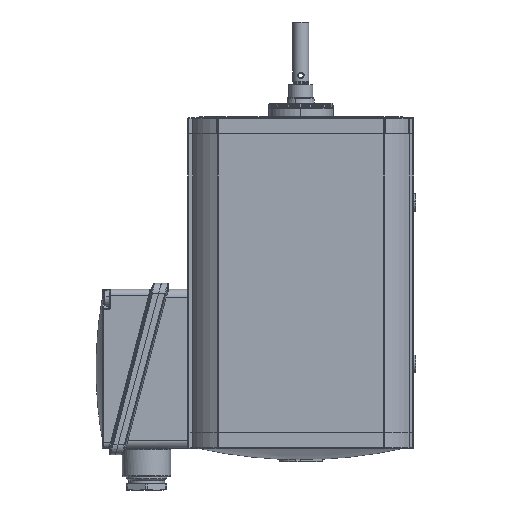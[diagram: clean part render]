
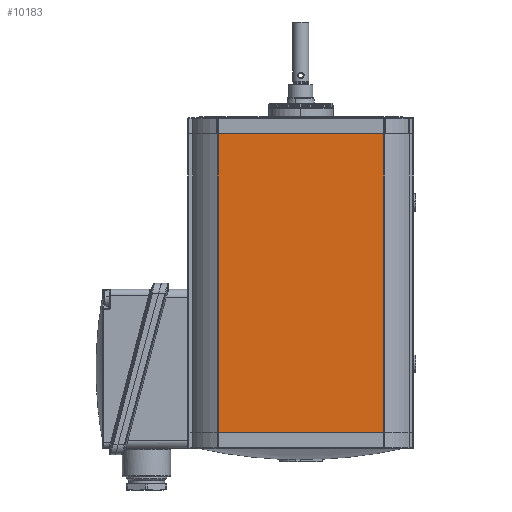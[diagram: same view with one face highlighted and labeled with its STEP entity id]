
A CAD part, left-side view. The second image highlights one B-rep face of the part: STEP entity #10183.
In plain terms, the highlighted planar face has unit normal (-1, 0, 0).
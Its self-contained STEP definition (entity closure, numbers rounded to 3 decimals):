
#3217 = DIRECTION ( 'NONE',  ( 0., 0., -1. ) ) ;
#3793 = VECTOR ( 'NONE', #19653, 1000. ) ;
#4083 = LINE ( 'NONE', #7520, #9795 ) ;
#4364 = PLANE ( 'NONE',  #25780 ) ;
#6518 = DIRECTION ( 'NONE',  ( 0., 0., -1. ) ) ;
#7520 = CARTESIAN_POINT ( 'NONE',  ( -56., 41., 150. ) ) ;
#7624 = VECTOR ( 'NONE', #18410, 1000. ) ;
#9795 = VECTOR ( 'NONE', #3217, 1000. ) ;
#10183 = ADVANCED_FACE ( 'NONE', ( #26630 ), #4364, .F. ) ;
#10372 = EDGE_LOOP ( 'NONE', ( #16423, #18934, #21908, #13341 ) ) ;
#12505 = DIRECTION ( 'NONE',  ( 0., 1., 0. ) ) ;
#13341 = ORIENTED_EDGE ( 'NONE', *, *, #18150, .T. ) ;
#14410 = VECTOR ( 'NONE', #12505, 1000. ) ;
#14479 = VERTEX_POINT ( 'NONE', #15510 ) ;
#14588 = LINE ( 'NONE', #21717, #3793 ) ;
#15510 = CARTESIAN_POINT ( 'NONE',  ( -56., 41., 1. ) ) ;
#16423 = ORIENTED_EDGE ( 'NONE', *, *, #25651, .T. ) ;
#16603 = VERTEX_POINT ( 'NONE', #23683 ) ;
#17252 = CARTESIAN_POINT ( 'NONE',  ( -56., 41.5, 150. ) ) ;
#18082 = VERTEX_POINT ( 'NONE', #22844 ) ;
#18150 = EDGE_CURVE ( 'NONE', #16603, #22030, #20127, .T. ) ;
#18410 = DIRECTION ( 'NONE',  ( 0., 0., 1. ) ) ;
#18475 = EDGE_CURVE ( 'NONE', #18082, #16603, #25501, .T. ) ;
#18934 = ORIENTED_EDGE ( 'NONE', *, *, #24973, .T. ) ;
#19436 = DIRECTION ( 'NONE',  ( 1., 0., 0. ) ) ;
#19653 = DIRECTION ( 'NONE',  ( 0., -1., 0. ) ) ;
#20127 = LINE ( 'NONE', #25381, #14410 ) ;
#21717 = CARTESIAN_POINT ( 'NONE',  ( -56., 41.5, 1. ) ) ;
#21908 = ORIENTED_EDGE ( 'NONE', *, *, #18475, .T. ) ;
#22030 = VERTEX_POINT ( 'NONE', #27100 ) ;
#22844 = CARTESIAN_POINT ( 'NONE',  ( -56., -41., 1. ) ) ;
#23683 = CARTESIAN_POINT ( 'NONE',  ( -56., -41., 149. ) ) ;
#24973 = EDGE_CURVE ( 'NONE', #14479, #18082, #14588, .T. ) ;
#25381 = CARTESIAN_POINT ( 'NONE',  ( -56., 41.5, 149. ) ) ;
#25501 = LINE ( 'NONE', #26760, #7624 ) ;
#25651 = EDGE_CURVE ( 'NONE', #22030, #14479, #4083, .T. ) ;
#25780 = AXIS2_PLACEMENT_3D ( 'NONE', #17252, #19436, #6518 ) ;
#26630 = FACE_OUTER_BOUND ( 'NONE', #10372, .T. ) ;
#26760 = CARTESIAN_POINT ( 'NONE',  ( -56., -41., 150. ) ) ;
#27100 = CARTESIAN_POINT ( 'NONE',  ( -56., 41., 149. ) ) ;
